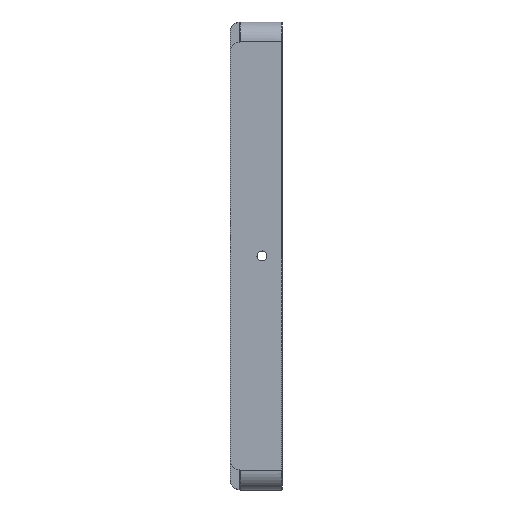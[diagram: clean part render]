
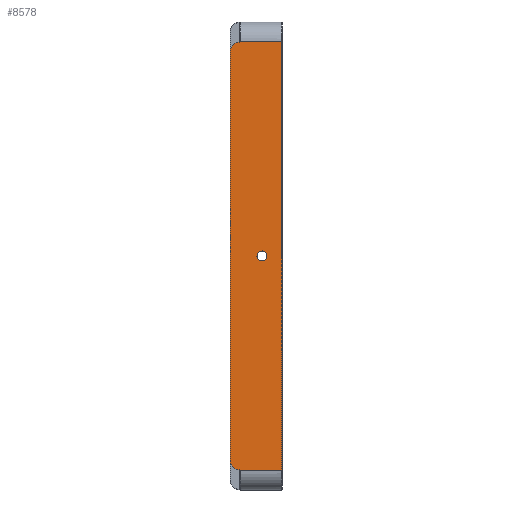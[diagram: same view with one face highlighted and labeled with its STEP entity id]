
A CAD part, left-side view. The second image highlights one B-rep face of the part: STEP entity #8578.
In plain terms, the highlighted planar face has unit normal (-1, 0, 0).
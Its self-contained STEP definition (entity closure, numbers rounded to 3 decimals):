
#143 = VERTEX_POINT ( 'NONE', #10868 ) ;
#237 = CARTESIAN_POINT ( 'NONE',  ( -117., 10.692, 106.996 ) ) ;
#272 = DIRECTION ( 'NONE',  ( 0., 0., -1. ) ) ;
#452 = EDGE_CURVE ( 'NONE', #143, #2533, #8482, .T. ) ;
#459 = VERTEX_POINT ( 'NONE', #18717 ) ;
#486 = DIRECTION ( 'NONE',  ( -1., 0., 0. ) ) ;
#688 = CARTESIAN_POINT ( 'NONE',  ( -117., 15.5, 102. ) ) ;
#1012 = CIRCLE ( 'NONE', #16179, 2.5 ) ;
#1535 = ORIENTED_EDGE ( 'NONE', *, *, #3757, .T. ) ;
#1615 = EDGE_CURVE ( 'NONE', #18324, #10326, #5676, .T. ) ;
#1645 = CARTESIAN_POINT ( 'NONE',  ( -117., 10.661, -107. ) ) ;
#1665 = CIRCLE ( 'NONE', #18163, 5. ) ;
#1713 = AXIS2_PLACEMENT_3D ( 'NONE', #2414, #8249, #12853 ) ;
#2414 = CARTESIAN_POINT ( 'NONE',  ( -117., 10.7, -107.196 ) ) ;
#2533 = VERTEX_POINT ( 'NONE', #237 ) ;
#2601 = VECTOR ( 'NONE', #16449, 1000. ) ;
#2606 = DIRECTION ( 'NONE',  ( 0., 0., 1. ) ) ;
#2709 = CARTESIAN_POINT ( 'NONE',  ( -117., 10.7, 107.196 ) ) ;
#2790 = ORIENTED_EDGE ( 'NONE', *, *, #9896, .T. ) ;
#3042 = LINE ( 'NONE', #14970, #2601 ) ;
#3368 = CARTESIAN_POINT ( 'NONE',  ( -117., 10.5, -102. ) ) ;
#3589 = EDGE_LOOP ( 'NONE', ( #4185, #1535, #18732, #17919, #13647, #6641, #7903, #7870 ) ) ;
#3757 = EDGE_CURVE ( 'NONE', #10326, #8939, #9786, .T. ) ;
#3830 = PLANE ( 'NONE',  #18020 ) ;
#4105 = CARTESIAN_POINT ( 'NONE',  ( -117., -10.4, -117. ) ) ;
#4161 = DIRECTION ( 'NONE',  ( 0., 0., -1. ) ) ;
#4185 = ORIENTED_EDGE ( 'NONE', *, *, #1615, .T. ) ;
#4347 = EDGE_CURVE ( 'NONE', #12982, #459, #5610, .T. ) ;
#5521 = DIRECTION ( 'NONE',  ( 1., 0., 0. ) ) ;
#5565 = CARTESIAN_POINT ( 'NONE',  ( -117., 15.5, 107. ) ) ;
#5610 = LINE ( 'NONE', #5565, #9069 ) ;
#5676 = LINE ( 'NONE', #11158, #6127 ) ;
#6021 = DIRECTION ( 'NONE',  ( 0., 0., -1. ) ) ;
#6114 = DIRECTION ( 'NONE',  ( 1., 0., 0. ) ) ;
#6127 = VECTOR ( 'NONE', #15775, 1000. ) ;
#6641 = ORIENTED_EDGE ( 'NONE', *, *, #4347, .T. ) ;
#7212 = CARTESIAN_POINT ( 'NONE',  ( -117., -10.4, 107. ) ) ;
#7321 = CARTESIAN_POINT ( 'NONE',  ( -117., -10.4, -107. ) ) ;
#7522 = DIRECTION ( 'NONE',  ( 0., 0., -1. ) ) ;
#7616 = EDGE_CURVE ( 'NONE', #9517, #18170, #1012, .T. ) ;
#7870 = ORIENTED_EDGE ( 'NONE', *, *, #9669, .T. ) ;
#7903 = ORIENTED_EDGE ( 'NONE', *, *, #10398, .T. ) ;
#8202 = CIRCLE ( 'NONE', #12063, 5. ) ;
#8249 = DIRECTION ( 'NONE',  ( 1., 0., 0. ) ) ;
#8263 = AXIS2_PLACEMENT_3D ( 'NONE', #13403, #6114, #7522 ) ;
#8482 = CIRCLE ( 'NONE', #10816, 0.2 ) ;
#8578 = ADVANCED_FACE ( 'NONE', ( #10521, #16699 ), #3830, .F. ) ;
#8939 = VERTEX_POINT ( 'NONE', #7212 ) ;
#8992 = DIRECTION ( 'NONE',  ( -1., 0., 0. ) ) ;
#9069 = VECTOR ( 'NONE', #11191, 1000. ) ;
#9371 = CARTESIAN_POINT ( 'NONE',  ( -117., -0.5, 2.5 ) ) ;
#9482 = EDGE_CURVE ( 'NONE', #2533, #12982, #1665, .T. ) ;
#9517 = VERTEX_POINT ( 'NONE', #9371 ) ;
#9669 = EDGE_CURVE ( 'NONE', #11793, #18324, #11660, .T. ) ;
#9786 = LINE ( 'NONE', #4105, #13184 ) ;
#9896 = EDGE_CURVE ( 'NONE', #18170, #9517, #13249, .T. ) ;
#9964 = DIRECTION ( 'NONE',  ( 0., 0., -1. ) ) ;
#10326 = VERTEX_POINT ( 'NONE', #7321 ) ;
#10398 = EDGE_CURVE ( 'NONE', #459, #11793, #8202, .T. ) ;
#10521 = FACE_BOUND ( 'NONE', #17629, .T. ) ;
#10816 = AXIS2_PLACEMENT_3D ( 'NONE', #2709, #12897, #4161 ) ;
#10868 = CARTESIAN_POINT ( 'NONE',  ( -117., 10.661, 107. ) ) ;
#11158 = CARTESIAN_POINT ( 'NONE',  ( -117., 10.5, -107. ) ) ;
#11191 = DIRECTION ( 'NONE',  ( 0., 0., -1. ) ) ;
#11660 = CIRCLE ( 'NONE', #1713, 0.2 ) ;
#11723 = CARTESIAN_POINT ( 'NONE',  ( -117., 10.692, -106.996 ) ) ;
#11793 = VERTEX_POINT ( 'NONE', #11723 ) ;
#12063 = AXIS2_PLACEMENT_3D ( 'NONE', #3368, #486, #17862 ) ;
#12853 = DIRECTION ( 'NONE',  ( 0., 0., -1. ) ) ;
#12897 = DIRECTION ( 'NONE',  ( 1., 0., 0. ) ) ;
#12982 = VERTEX_POINT ( 'NONE', #688 ) ;
#13184 = VECTOR ( 'NONE', #2606, 1000. ) ;
#13191 = CARTESIAN_POINT ( 'NONE',  ( -117., -0.5, 0. ) ) ;
#13249 = CIRCLE ( 'NONE', #8263, 2.5 ) ;
#13403 = CARTESIAN_POINT ( 'NONE',  ( -117., -0.5, 0. ) ) ;
#13647 = ORIENTED_EDGE ( 'NONE', *, *, #9482, .T. ) ;
#14051 = CARTESIAN_POINT ( 'NONE',  ( -117., -0.5, -2.5 ) ) ;
#14148 = CARTESIAN_POINT ( 'NONE',  ( -117., 10.5, -117. ) ) ;
#14652 = CARTESIAN_POINT ( 'NONE',  ( -117., 10.5, 102. ) ) ;
#14669 = DIRECTION ( 'NONE',  ( 1., 0., 0. ) ) ;
#14814 = EDGE_CURVE ( 'NONE', #8939, #143, #3042, .T. ) ;
#14970 = CARTESIAN_POINT ( 'NONE',  ( -117., 10.5, 107. ) ) ;
#15775 = DIRECTION ( 'NONE',  ( 0., -1., 0. ) ) ;
#16179 = AXIS2_PLACEMENT_3D ( 'NONE', #13191, #14669, #6021 ) ;
#16449 = DIRECTION ( 'NONE',  ( 0., 1., 0. ) ) ;
#16625 = ORIENTED_EDGE ( 'NONE', *, *, #7616, .T. ) ;
#16699 = FACE_OUTER_BOUND ( 'NONE', #3589, .T. ) ;
#17629 = EDGE_LOOP ( 'NONE', ( #2790, #16625 ) ) ;
#17862 = DIRECTION ( 'NONE',  ( 0., 0., -1. ) ) ;
#17919 = ORIENTED_EDGE ( 'NONE', *, *, #452, .T. ) ;
#18020 = AXIS2_PLACEMENT_3D ( 'NONE', #14148, #5521, #9964 ) ;
#18163 = AXIS2_PLACEMENT_3D ( 'NONE', #14652, #8992, #272 ) ;
#18170 = VERTEX_POINT ( 'NONE', #14051 ) ;
#18324 = VERTEX_POINT ( 'NONE', #1645 ) ;
#18717 = CARTESIAN_POINT ( 'NONE',  ( -117., 15.5, -102. ) ) ;
#18732 = ORIENTED_EDGE ( 'NONE', *, *, #14814, .T. ) ;
